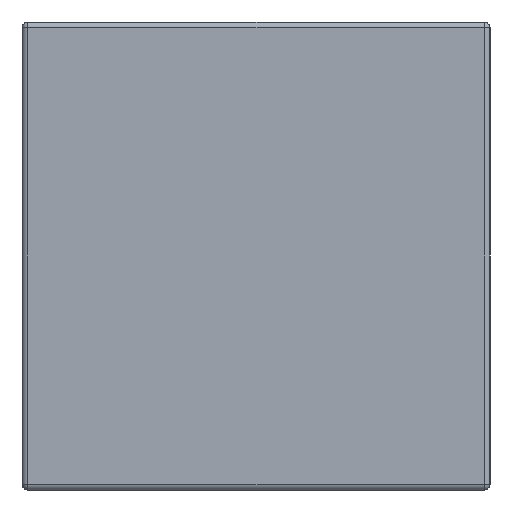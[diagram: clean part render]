
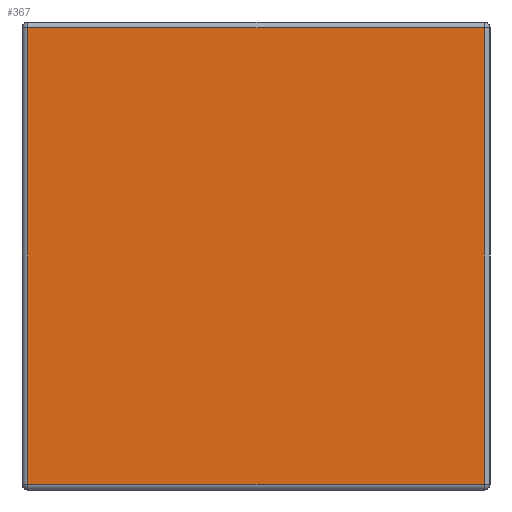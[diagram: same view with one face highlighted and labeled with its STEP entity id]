
A CAD part, left-side view. The second image highlights one B-rep face of the part: STEP entity #367.
In plain terms, the highlighted face is planar.
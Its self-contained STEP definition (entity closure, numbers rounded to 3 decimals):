
#29=PLANE('',#432);
#50=LINE('',#647,#74);
#51=LINE('',#654,#75);
#52=LINE('',#657,#76);
#53=LINE('',#659,#77);
#74=VECTOR('',#538,1000.);
#75=VECTOR('',#549,1000.);
#76=VECTOR('',#554,1000.);
#77=VECTOR('',#557,1000.);
#182=ORIENTED_EDGE('',*,*,#231,.T.);
#183=ORIENTED_EDGE('',*,*,#233,.T.);
#184=ORIENTED_EDGE('',*,*,#232,.T.);
#185=ORIENTED_EDGE('',*,*,#227,.T.);
#227=EDGE_CURVE('',#255,#256,#50,.T.);
#231=EDGE_CURVE('',#256,#257,#51,.T.);
#232=EDGE_CURVE('',#254,#255,#52,.T.);
#233=EDGE_CURVE('',#257,#254,#53,.T.);
#254=VERTEX_POINT('',#638);
#255=VERTEX_POINT('',#642);
#256=VERTEX_POINT('',#646);
#257=VERTEX_POINT('',#650);
#307=EDGE_LOOP('',(#182,#183,#184,#185));
#333=FACE_BOUND('',#307,.T.);
#367=ADVANCED_FACE('',(#333),#29,.T.);
#432=AXIS2_PLACEMENT_3D('',#660,#558,#559);
#538=DIRECTION('',(1.,0.,0.));
#549=DIRECTION('',(0.,0.,-1.));
#554=DIRECTION('',(0.,0.,1.));
#557=DIRECTION('',(-1.,0.,0.));
#558=DIRECTION('',(0.,1.,0.));
#559=DIRECTION('',(0.,0.,-1.));
#638=CARTESIAN_POINT('',(-0.78,2.25,-0.78));
#642=CARTESIAN_POINT('',(-0.78,2.25,0.78));
#646=CARTESIAN_POINT('',(0.78,2.25,0.78));
#647=CARTESIAN_POINT('',(0.8,2.25,0.78));
#650=CARTESIAN_POINT('',(0.78,2.25,-0.78));
#654=CARTESIAN_POINT('',(0.78,2.25,-0.8));
#657=CARTESIAN_POINT('',(-0.78,2.25,0.8));
#659=CARTESIAN_POINT('',(-0.8,2.25,-0.78));
#660=CARTESIAN_POINT('',(0.8,2.25,-0.8));
